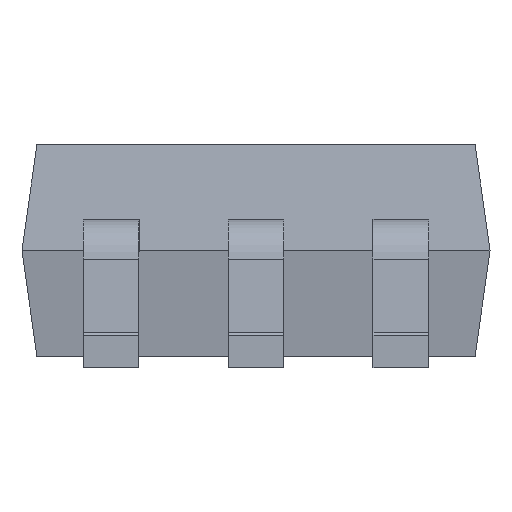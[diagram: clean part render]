
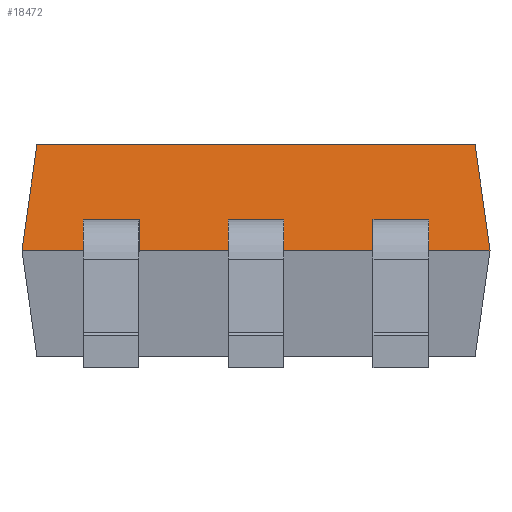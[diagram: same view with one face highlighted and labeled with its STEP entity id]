
A CAD part, front view. The second image highlights one B-rep face of the part: STEP entity #18472.
In plain terms, the highlighted planar face has unit normal (0, -0.99, 0.139).
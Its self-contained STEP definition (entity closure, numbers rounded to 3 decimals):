
#232 = EDGE_CURVE ( 'NONE', #16594, #10532, #18047, .T. ) ;
#434 = CARTESIAN_POINT ( 'NONE',  ( 0.525, -0.625, 0. ) ) ;
#484 = EDGE_CURVE ( 'NONE', #6525, #11226, #9647, .T. ) ;
#656 = VECTOR ( 'NONE', #4603, 1000. ) ;
#878 = EDGE_CURVE ( 'NONE', #9711, #12723, #14902, .T. ) ;
#1226 = LINE ( 'NONE', #5476, #14071 ) ;
#1327 = VECTOR ( 'NONE', #11637, 1000. ) ;
#1684 = CARTESIAN_POINT ( 'NONE',  ( -0.525, -0.625, 0. ) ) ;
#1821 = CARTESIAN_POINT ( 'NONE',  ( -1.05, -0.625, 0. ) ) ;
#2082 = VERTEX_POINT ( 'NONE', #5777 ) ;
#2306 = CARTESIAN_POINT ( 'NONE',  ( 0.983, -0.558, 0.475 ) ) ;
#2372 = CARTESIAN_POINT ( 'NONE',  ( -0.125, -0.625, 0. ) ) ;
#2384 = LINE ( 'NONE', #6820, #10904 ) ;
#2423 = VERTEX_POINT ( 'NONE', #3847 ) ;
#2459 = CARTESIAN_POINT ( 'NONE',  ( -1.05, -0.558, 0.475 ) ) ;
#2509 = ORIENTED_EDGE ( 'NONE', *, *, #232, .T. ) ;
#2525 = LINE ( 'NONE', #6952, #16482 ) ;
#2634 = CARTESIAN_POINT ( 'NONE',  ( -1.05, -0.625, 0. ) ) ;
#2869 = EDGE_LOOP ( 'NONE', ( #6995, #12348, #6814, #12951, #4612, #12342, #3314, #14896, #10084, #18528, #2509, #2968, #9703, #8844, #13698, #14888 ) ) ;
#2936 = VERTEX_POINT ( 'NONE', #3306 ) ;
#2968 = ORIENTED_EDGE ( 'NONE', *, *, #10489, .F. ) ;
#3306 = CARTESIAN_POINT ( 'NONE',  ( 0.125, -0.605, 0.14 ) ) ;
#3314 = ORIENTED_EDGE ( 'NONE', *, *, #6183, .T. ) ;
#3502 = CARTESIAN_POINT ( 'NONE',  ( -0.775, -0.625, 0. ) ) ;
#3626 = CARTESIAN_POINT ( 'NONE',  ( -0.125, -0.605, 0.14 ) ) ;
#3707 = DIRECTION ( 'NONE',  ( 0., 0.139, 0.99 ) ) ;
#3847 = CARTESIAN_POINT ( 'NONE',  ( -0.525, -0.605, 0.14 ) ) ;
#4246 = CARTESIAN_POINT ( 'NONE',  ( -0.125, -0.625, 0. ) ) ;
#4388 = LINE ( 'NONE', #7515, #11091 ) ;
#4421 = VERTEX_POINT ( 'NONE', #13413 ) ;
#4594 = CARTESIAN_POINT ( 'NONE',  ( 0.525, -0.605, 0.14 ) ) ;
#4603 = DIRECTION ( 'NONE',  ( 0., 0.139, 0.99 ) ) ;
#4612 = ORIENTED_EDGE ( 'NONE', *, *, #15221, .T. ) ;
#4690 = LINE ( 'NONE', #7723, #13218 ) ;
#4909 = CARTESIAN_POINT ( 'NONE',  ( 0.775, -0.605, 0.14 ) ) ;
#5007 = VECTOR ( 'NONE', #11974, 1000. ) ;
#5358 = VERTEX_POINT ( 'NONE', #6109 ) ;
#5476 = CARTESIAN_POINT ( 'NONE',  ( -0.4, -0.605, 0.14 ) ) ;
#5722 = CARTESIAN_POINT ( 'NONE',  ( 1.05, -0.625, 0. ) ) ;
#5777 = CARTESIAN_POINT ( 'NONE',  ( 0.125, -0.625, 0. ) ) ;
#6021 = LINE ( 'NONE', #11805, #14211 ) ;
#6109 = CARTESIAN_POINT ( 'NONE',  ( 0.775, -0.625, 0. ) ) ;
#6183 = EDGE_CURVE ( 'NONE', #6832, #10846, #7369, .T. ) ;
#6360 = VECTOR ( 'NONE', #9742, 1000. ) ;
#6525 = VERTEX_POINT ( 'NONE', #8081 ) ;
#6699 = CARTESIAN_POINT ( 'NONE',  ( -0.775, -0.605, 0.14 ) ) ;
#6814 = ORIENTED_EDGE ( 'NONE', *, *, #12705, .F. ) ;
#6820 = CARTESIAN_POINT ( 'NONE',  ( -1.05, -0.625, 0. ) ) ;
#6832 = VERTEX_POINT ( 'NONE', #3502 ) ;
#6952 = CARTESIAN_POINT ( 'NONE',  ( 0.125, -0.625, 0. ) ) ;
#6974 = VERTEX_POINT ( 'NONE', #4909 ) ;
#6995 = ORIENTED_EDGE ( 'NONE', *, *, #10627, .F. ) ;
#7034 = EDGE_CURVE ( 'NONE', #6974, #12723, #1226, .T. ) ;
#7059 = PLANE ( 'NONE',  #14541 ) ;
#7229 = DIRECTION ( 'NONE',  ( -1., 0., 0. ) ) ;
#7342 = VECTOR ( 'NONE', #8224, 1000. ) ;
#7369 = LINE ( 'NONE', #17466, #1327 ) ;
#7515 = CARTESIAN_POINT ( 'NONE',  ( -1.05, -0.605, 0.14 ) ) ;
#7654 = LINE ( 'NONE', #9285, #14232 ) ;
#7723 = CARTESIAN_POINT ( 'NONE',  ( -1.05, -0.625, 0. ) ) ;
#7841 = DIRECTION ( 'NONE',  ( 1., 0., 0. ) ) ;
#7862 = DIRECTION ( 'NONE',  ( 1., 0., 0. ) ) ;
#8081 = CARTESIAN_POINT ( 'NONE',  ( -0.983, -0.558, 0.475 ) ) ;
#8152 = EDGE_CURVE ( 'NONE', #2082, #2936, #2525, .T. ) ;
#8224 = DIRECTION ( 'NONE',  ( 1., 0., 0. ) ) ;
#8258 = LINE ( 'NONE', #9513, #11105 ) ;
#8510 = FACE_OUTER_BOUND ( 'NONE', #2869, .T. ) ;
#8844 = ORIENTED_EDGE ( 'NONE', *, *, #16280, .T. ) ;
#9285 = CARTESIAN_POINT ( 'NONE',  ( -1.05, -0.625, 0. ) ) ;
#9304 = LINE ( 'NONE', #1821, #15676 ) ;
#9513 = CARTESIAN_POINT ( 'NONE',  ( 0.775, -0.625, 0. ) ) ;
#9618 = EDGE_CURVE ( 'NONE', #4421, #6832, #4690, .T. ) ;
#9647 = LINE ( 'NONE', #2459, #7342 ) ;
#9703 = ORIENTED_EDGE ( 'NONE', *, *, #8152, .F. ) ;
#9711 = VERTEX_POINT ( 'NONE', #14530 ) ;
#9742 = DIRECTION ( 'NONE',  ( -0.138, -0.138, -0.981 ) ) ;
#10084 = ORIENTED_EDGE ( 'NONE', *, *, #18537, .F. ) ;
#10290 = DIRECTION ( 'NONE',  ( 0., -0.99, 0.139 ) ) ;
#10489 = EDGE_CURVE ( 'NONE', #2936, #10532, #4388, .T. ) ;
#10532 = VERTEX_POINT ( 'NONE', #3626 ) ;
#10627 = EDGE_CURVE ( 'NONE', #5358, #6974, #8258, .T. ) ;
#10846 = VERTEX_POINT ( 'NONE', #6699 ) ;
#10904 = VECTOR ( 'NONE', #16574, 1000. ) ;
#10981 = LINE ( 'NONE', #15333, #12752 ) ;
#11091 = VECTOR ( 'NONE', #7229, 1000. ) ;
#11105 = VECTOR ( 'NONE', #16764, 1000. ) ;
#11226 = VERTEX_POINT ( 'NONE', #2306 ) ;
#11637 = DIRECTION ( 'NONE',  ( 0., 0.139, 0.99 ) ) ;
#11745 = VERTEX_POINT ( 'NONE', #18289 ) ;
#11805 = CARTESIAN_POINT ( 'NONE',  ( -1.7, -0.605, 0.14 ) ) ;
#11807 = CARTESIAN_POINT ( 'NONE',  ( -1.05, -0.625, 0. ) ) ;
#11974 = DIRECTION ( 'NONE',  ( 0., 0.139, 0.99 ) ) ;
#12342 = ORIENTED_EDGE ( 'NONE', *, *, #9618, .T. ) ;
#12348 = ORIENTED_EDGE ( 'NONE', *, *, #15149, .T. ) ;
#12705 = EDGE_CURVE ( 'NONE', #11226, #13085, #10981, .T. ) ;
#12723 = VERTEX_POINT ( 'NONE', #4594 ) ;
#12752 = VECTOR ( 'NONE', #16735, 1000. ) ;
#12769 = DIRECTION ( 'NONE',  ( 0., 0.139, 0.99 ) ) ;
#12951 = ORIENTED_EDGE ( 'NONE', *, *, #484, .F. ) ;
#13085 = VERTEX_POINT ( 'NONE', #5722 ) ;
#13218 = VECTOR ( 'NONE', #13420, 1000. ) ;
#13295 = EDGE_CURVE ( 'NONE', #11745, #16594, #9304, .T. ) ;
#13413 = CARTESIAN_POINT ( 'NONE',  ( -1.05, -0.625, 0. ) ) ;
#13420 = DIRECTION ( 'NONE',  ( 1., 0., 0. ) ) ;
#13426 = LINE ( 'NONE', #1684, #656 ) ;
#13698 = ORIENTED_EDGE ( 'NONE', *, *, #878, .T. ) ;
#14071 = VECTOR ( 'NONE', #18391, 1000. ) ;
#14211 = VECTOR ( 'NONE', #14640, 1000. ) ;
#14232 = VECTOR ( 'NONE', #7841, 1000. ) ;
#14530 = CARTESIAN_POINT ( 'NONE',  ( 0.525, -0.625, 0. ) ) ;
#14541 = AXIS2_PLACEMENT_3D ( 'NONE', #11807, #10290, #16064 ) ;
#14640 = DIRECTION ( 'NONE',  ( -1., 0., 0. ) ) ;
#14888 = ORIENTED_EDGE ( 'NONE', *, *, #7034, .F. ) ;
#14896 = ORIENTED_EDGE ( 'NONE', *, *, #17762, .F. ) ;
#14902 = LINE ( 'NONE', #434, #5007 ) ;
#15149 = EDGE_CURVE ( 'NONE', #5358, #13085, #7654, .T. ) ;
#15221 = EDGE_CURVE ( 'NONE', #6525, #4421, #16820, .T. ) ;
#15333 = CARTESIAN_POINT ( 'NONE',  ( 1.026, -0.601, 0.169 ) ) ;
#15676 = VECTOR ( 'NONE', #7862, 1000. ) ;
#16064 = DIRECTION ( 'NONE',  ( 0., -0.139, -0.99 ) ) ;
#16280 = EDGE_CURVE ( 'NONE', #2082, #9711, #2384, .T. ) ;
#16482 = VECTOR ( 'NONE', #12769, 1000. ) ;
#16574 = DIRECTION ( 'NONE',  ( 1., 0., 0. ) ) ;
#16594 = VERTEX_POINT ( 'NONE', #4246 ) ;
#16735 = DIRECTION ( 'NONE',  ( 0.138, -0.138, -0.981 ) ) ;
#16764 = DIRECTION ( 'NONE',  ( 0., 0.139, 0.99 ) ) ;
#16820 = LINE ( 'NONE', #2634, #6360 ) ;
#17466 = CARTESIAN_POINT ( 'NONE',  ( -0.775, -0.625, 0. ) ) ;
#17762 = EDGE_CURVE ( 'NONE', #2423, #10846, #6021, .T. ) ;
#18047 = LINE ( 'NONE', #2372, #18214 ) ;
#18214 = VECTOR ( 'NONE', #3707, 1000. ) ;
#18289 = CARTESIAN_POINT ( 'NONE',  ( -0.525, -0.625, 0. ) ) ;
#18391 = DIRECTION ( 'NONE',  ( -1., 0., 0. ) ) ;
#18472 = ADVANCED_FACE ( 'NONE', ( #8510 ), #7059, .T. ) ;
#18528 = ORIENTED_EDGE ( 'NONE', *, *, #13295, .T. ) ;
#18537 = EDGE_CURVE ( 'NONE', #11745, #2423, #13426, .T. ) ;
